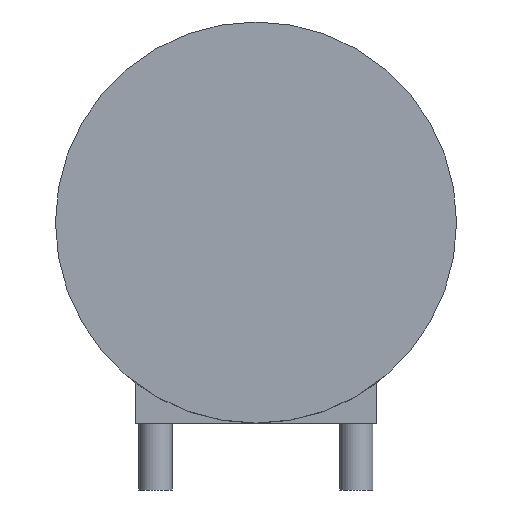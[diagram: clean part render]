
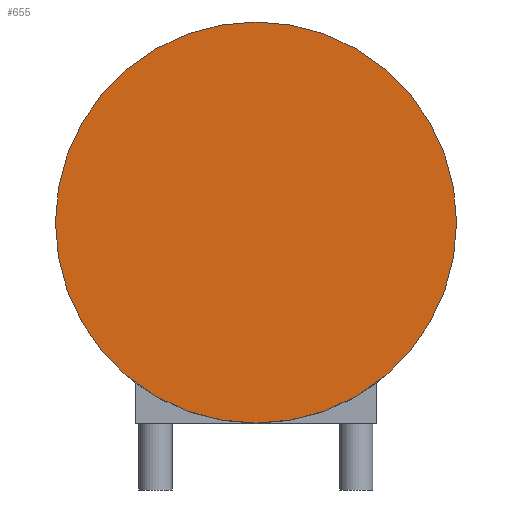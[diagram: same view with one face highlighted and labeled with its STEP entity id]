
A CAD part, left-side view. The second image highlights one B-rep face of the part: STEP entity #655.
In plain terms, the highlighted planar face has unit normal (-1, 0, 0).
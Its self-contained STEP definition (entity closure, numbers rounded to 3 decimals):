
#103 = CYLINDRICAL_SURFACE('',#104,3.);
#104 = AXIS2_PLACEMENT_3D('',#105,#106,#107);
#105 = CARTESIAN_POINT('',(-1.5,0.,3.));
#106 = DIRECTION('',(-1.,0.,0.));
#107 = DIRECTION('',(0.,0.,1.));
#195 = VERTEX_POINT('',#196);
#196 = CARTESIAN_POINT('',(-8.9,0.,6.));
#217 = EDGE_CURVE('',#195,#195,#218,.T.);
#218 = SURFACE_CURVE('',#219,(#224,#231),.PCURVE_S1.);
#219 = CIRCLE('',#220,3.);
#220 = AXIS2_PLACEMENT_3D('',#221,#222,#223);
#221 = CARTESIAN_POINT('',(-8.9,0.,3.));
#222 = DIRECTION('',(-1.,0.,0.));
#223 = DIRECTION('',(0.,0.,1.));
#224 = PCURVE('',#103,#225);
#225 = DEFINITIONAL_REPRESENTATION('',(#226),#230);
#226 = LINE('',#227,#228);
#227 = CARTESIAN_POINT('',(0.,7.4));
#228 = VECTOR('',#229,1.);
#229 = DIRECTION('',(1.,0.));
#230 = ( GEOMETRIC_REPRESENTATION_CONTEXT(2) 
PARAMETRIC_REPRESENTATION_CONTEXT() REPRESENTATION_CONTEXT('2D SPACE',''
  ) );
#231 = PCURVE('',#232,#237);
#232 = PLANE('',#233);
#233 = AXIS2_PLACEMENT_3D('',#234,#235,#236);
#234 = CARTESIAN_POINT('',(-8.9,0.,3.));
#235 = DIRECTION('',(-1.,0.,0.));
#236 = DIRECTION('',(0.,0.,1.));
#237 = DEFINITIONAL_REPRESENTATION('',(#238),#242);
#238 = CIRCLE('',#239,3.);
#239 = AXIS2_PLACEMENT_2D('',#240,#241);
#240 = CARTESIAN_POINT('',(0.,0.));
#241 = DIRECTION('',(1.,0.));
#242 = ( GEOMETRIC_REPRESENTATION_CONTEXT(2) 
PARAMETRIC_REPRESENTATION_CONTEXT() REPRESENTATION_CONTEXT('2D SPACE',''
  ) );
#655 = ADVANCED_FACE('',(#656),#232,.T.);
#656 = FACE_BOUND('',#657,.T.);
#657 = EDGE_LOOP('',(#658));
#658 = ORIENTED_EDGE('',*,*,#217,.T.);
